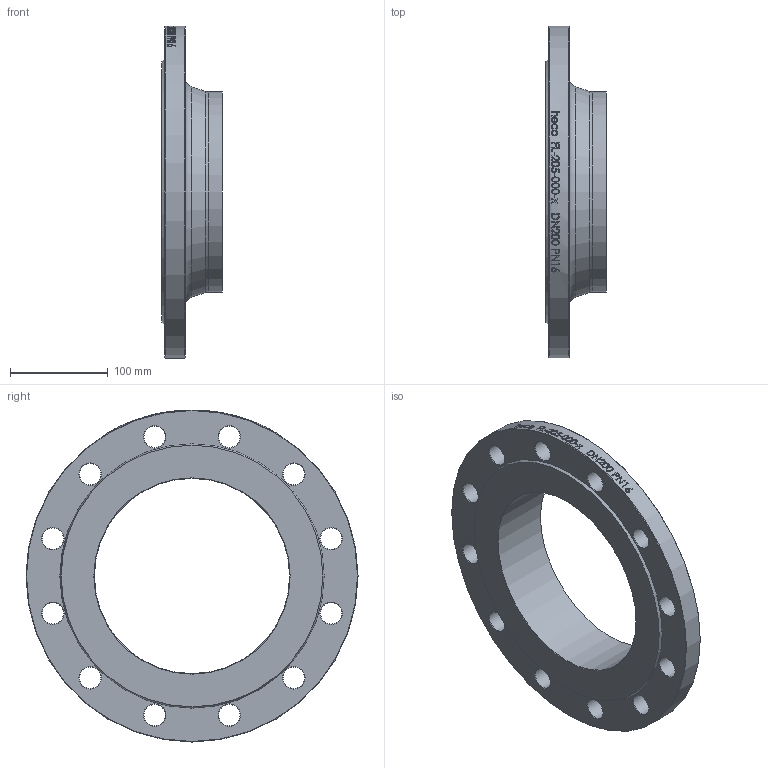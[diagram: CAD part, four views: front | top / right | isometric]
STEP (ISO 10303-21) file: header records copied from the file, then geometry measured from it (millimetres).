
FILE_DESCRIPTION (( 'STEP AP214' ), '1' );
FILE_NAME ('FL-205-000-x Vorschweissflansch DN200 PN16 metric DIN2633 2009.STEP', '2020-09-18T10:02:31', ( '' ), ( '' ), 'SwSTEP 2.0', 'SolidWorks 2019', '' );
FILE_SCHEMA (( 'AUTOMOTIVE_DESIGN' ));
Length unit declared in the file: millimetre
Products named in the file (1): FL-205-000-x Vorschweissflansch DN200 PN16 metric DIN2633 2009
Bounding box: 62 x 340 x 340 mm (x, y, z)
Volume: 1346386.2 mm3; surface area: 208265.2 mm2
Topology: 1 solids, 1 shells, 86 faces, 370 edges, 323 vertices
Faces by surface type: cylinder 51, cone 29, plane 4, torus 2
Full cylindrical faces by diameter (mm): 22 x12, 200 x1, 205 x1, 340 x1
Entity records: 10016 total; most frequent: CARTESIAN_POINT 6930, ORIENTED_EDGE 614, DIRECTION 437, VERTEX_POINT 307, EDGE_CURVE 307, AXIS2_PLACEMENT_3D 200, EDGE_LOOP 196, B_SPLINE_CURVE_WITH_KNOTS 157
